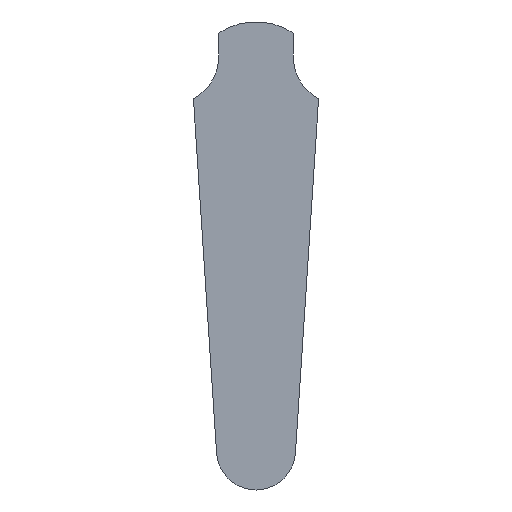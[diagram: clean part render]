
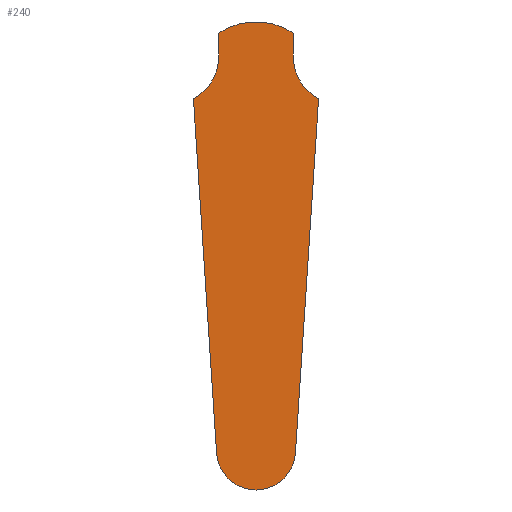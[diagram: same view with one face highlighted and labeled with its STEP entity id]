
A CAD part, front view. The second image highlights one B-rep face of the part: STEP entity #240.
In plain terms, the highlighted planar face has unit normal (0, -1, 0).
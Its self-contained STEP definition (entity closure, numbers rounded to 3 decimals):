
#4 = EDGE_CURVE ( 'NONE', #128, #353, #436, .T. ) ;
#13 = CARTESIAN_POINT ( 'NONE',  ( -30., 0., 317.313 ) ) ;
#17 = LINE ( 'NONE', #19, #278 ) ;
#18 = VERTEX_POINT ( 'NONE', #13 ) ;
#19 = CARTESIAN_POINT ( 'NONE',  ( 30., 0., 0. ) ) ;
#24 = DIRECTION ( 'NONE',  ( 0., 0., 1. ) ) ;
#39 = DIRECTION ( 'NONE',  ( 0., 0., 1. ) ) ;
#47 = CARTESIAN_POINT ( 'NONE',  ( 50.34, 0., 282.765 ) ) ;
#51 = CARTESIAN_POINT ( 'NONE',  ( 0., 0., 0. ) ) ;
#57 = VERTEX_POINT ( 'NONE', #126 ) ;
#60 = ORIENTED_EDGE ( 'NONE', *, *, #605, .T. ) ;
#61 = EDGE_CURVE ( 'NONE', #422, #529, #693, .T. ) ;
#65 = DIRECTION ( 'NONE',  ( 0., 0., -1. ) ) ;
#67 = DIRECTION ( 'NONE',  ( -0.065, 0., 0.998 ) ) ;
#105 = DIRECTION ( 'NONE',  ( 0., 1., 0. ) ) ;
#121 = CARTESIAN_POINT ( 'NONE',  ( -31.682, 0., -2.075 ) ) ;
#126 = CARTESIAN_POINT ( 'NONE',  ( 30., 0., 317.313 ) ) ;
#128 = VERTEX_POINT ( 'NONE', #121 ) ;
#156 = DIRECTION ( 'NONE',  ( 0., 1., 0. ) ) ;
#175 = DIRECTION ( 'NONE',  ( 0., 1., 0. ) ) ;
#184 = CARTESIAN_POINT ( 'NONE',  ( 30., 0., 335.673 ) ) ;
#196 = DIRECTION ( 'NONE',  ( 0., 1., 0. ) ) ;
#223 = CARTESIAN_POINT ( 'NONE',  ( 68.928, 0., 316.97 ) ) ;
#225 = FACE_OUTER_BOUND ( 'NONE', #294, .T. ) ;
#231 = ORIENTED_EDGE ( 'NONE', *, *, #707, .F. ) ;
#240 = ADVANCED_FACE ( 'NONE', ( #225 ), #417, .F. ) ;
#245 = VERTEX_POINT ( 'NONE', #697 ) ;
#246 = AXIS2_PLACEMENT_3D ( 'NONE', #667, #175, #39 ) ;
#248 = AXIS2_PLACEMENT_3D ( 'NONE', #315, #502, #265 ) ;
#265 = DIRECTION ( 'NONE',  ( 0., 0., 1. ) ) ;
#273 = VECTOR ( 'NONE', #722, 1000. ) ;
#278 = VECTOR ( 'NONE', #755, 1000. ) ;
#280 = CARTESIAN_POINT ( 'NONE',  ( -50.34, 0., 282.765 ) ) ;
#288 = AXIS2_PLACEMENT_3D ( 'NONE', #659, #416, #728 ) ;
#294 = EDGE_LOOP ( 'NONE', ( #715, #340, #488, #343, #631, #60, #555, #614, #231 ) ) ;
#315 = CARTESIAN_POINT ( 'NONE',  ( 0., 0., 291.45 ) ) ;
#323 = LINE ( 'NONE', #618, #386 ) ;
#328 = EDGE_CURVE ( 'NONE', #529, #57, #17, .T. ) ;
#331 = AXIS2_PLACEMENT_3D ( 'NONE', #660, #105, #24 ) ;
#340 = ORIENTED_EDGE ( 'NONE', *, *, #433, .T. ) ;
#343 = ORIENTED_EDGE ( 'NONE', *, *, #328, .F. ) ;
#353 = VERTEX_POINT ( 'NONE', #280 ) ;
#359 = CARTESIAN_POINT ( 'NONE',  ( -30., 0., 335.673 ) ) ;
#386 = VECTOR ( 'NONE', #65, 1000. ) ;
#403 = DIRECTION ( 'NONE',  ( 0., 0., 1. ) ) ;
#409 = LINE ( 'NONE', #476, #273 ) ;
#412 = CIRCLE ( 'NONE', #536, 31.75 ) ;
#414 = EDGE_CURVE ( 'NONE', #245, #558, #491, .T. ) ;
#416 = DIRECTION ( 'NONE',  ( 0., -1., 0. ) ) ;
#417 = PLANE ( 'NONE',  #331 ) ;
#422 = VERTEX_POINT ( 'NONE', #359 ) ;
#426 = CIRCLE ( 'NONE', #288, 38.93 ) ;
#433 = EDGE_CURVE ( 'NONE', #245, #646, #409, .T. ) ;
#436 = LINE ( 'NONE', #568, #616 ) ;
#473 = DIRECTION ( 'NONE',  ( 0., 0., 1. ) ) ;
#476 = CARTESIAN_POINT ( 'NONE',  ( 31.682, 0., -2.075 ) ) ;
#488 = ORIENTED_EDGE ( 'NONE', *, *, #578, .T. ) ;
#491 = CIRCLE ( 'NONE', #246, 31.75 ) ;
#502 = DIRECTION ( 'NONE',  ( 0., 1., 0. ) ) ;
#529 = VERTEX_POINT ( 'NONE', #184 ) ;
#536 = AXIS2_PLACEMENT_3D ( 'NONE', #51, #156, #403 ) ;
#555 = ORIENTED_EDGE ( 'NONE', *, *, #683, .F. ) ;
#558 = VERTEX_POINT ( 'NONE', #761 ) ;
#568 = CARTESIAN_POINT ( 'NONE',  ( -31.682, 0., -2.075 ) ) ;
#578 = EDGE_CURVE ( 'NONE', #646, #57, #741, .T. ) ;
#605 = EDGE_CURVE ( 'NONE', #422, #18, #323, .T. ) ;
#614 = ORIENTED_EDGE ( 'NONE', *, *, #4, .F. ) ;
#616 = VECTOR ( 'NONE', #67, 1000. ) ;
#618 = CARTESIAN_POINT ( 'NONE',  ( -30., 0., 0. ) ) ;
#631 = ORIENTED_EDGE ( 'NONE', *, *, #61, .F. ) ;
#646 = VERTEX_POINT ( 'NONE', #47 ) ;
#659 = CARTESIAN_POINT ( 'NONE',  ( -68.928, 0., 316.97 ) ) ;
#660 = CARTESIAN_POINT ( 'NONE',  ( 0., 0., 0. ) ) ;
#667 = CARTESIAN_POINT ( 'NONE',  ( 0., 0., 0. ) ) ;
#683 = EDGE_CURVE ( 'NONE', #353, #18, #426, .T. ) ;
#693 = CIRCLE ( 'NONE', #248, 53.438 ) ;
#697 = CARTESIAN_POINT ( 'NONE',  ( 31.682, 0., -2.075 ) ) ;
#707 = EDGE_CURVE ( 'NONE', #558, #128, #412, .T. ) ;
#715 = ORIENTED_EDGE ( 'NONE', *, *, #414, .F. ) ;
#722 = DIRECTION ( 'NONE',  ( 0.065, 0., 0.998 ) ) ;
#728 = DIRECTION ( 'NONE',  ( 0., 0., 1. ) ) ;
#741 = CIRCLE ( 'NONE', #775, 38.93 ) ;
#755 = DIRECTION ( 'NONE',  ( 0., 0., -1. ) ) ;
#761 = CARTESIAN_POINT ( 'NONE',  ( 0., 0., -31.75 ) ) ;
#775 = AXIS2_PLACEMENT_3D ( 'NONE', #223, #196, #473 ) ;
